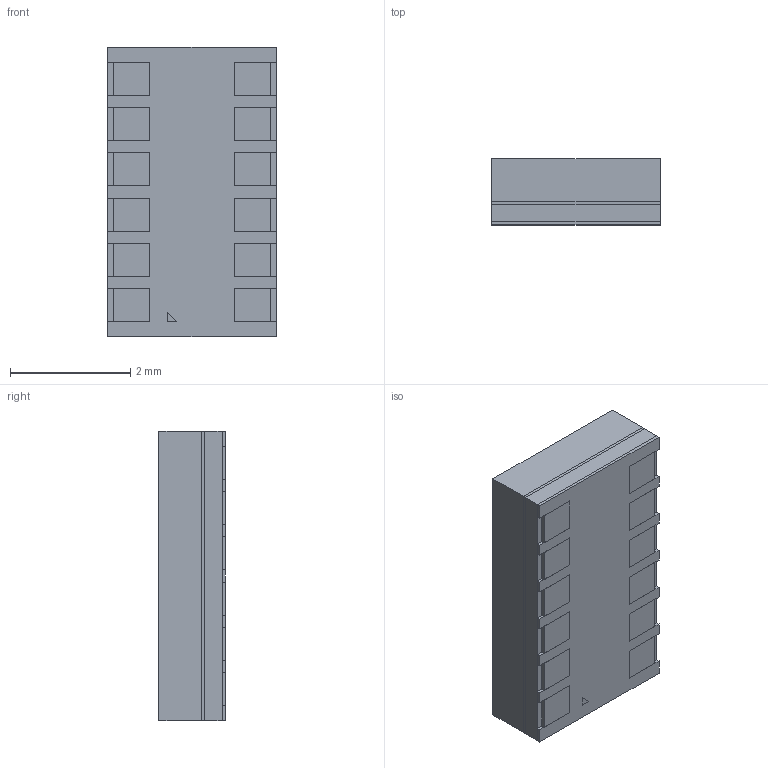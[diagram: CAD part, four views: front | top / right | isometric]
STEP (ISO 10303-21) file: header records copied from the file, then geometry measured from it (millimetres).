
FILE_DESCRIPTION (( 'STEP AP214' ), '1' );
FILE_NAME ('VL6180XV0NR_1.STEP', '2024-01-21T16:17:12', ( 'LENOVO' ), ( '' ), 'SwSTEP 2.0', 'SolidWorks 2021', '' );
FILE_SCHEMA (( 'AUTOMOTIVE_DESIGN' ));
Length unit declared in the file: millimetre
Products named in the file (1): VL6180XV0NR_1
Bounding box: 2.8 x 1.1 x 4.8 mm (x, y, z)
Volume: 14.7 mm3; surface area: 125.3 mm2
Topology: 17 solids, 17 shells, 161 faces, 372 edges, 248 vertices
Faces by surface type: plane 155, cone 6
Entity records: 4693 total; most frequent: CARTESIAN_POINT 782, ORIENTED_EDGE 744, DIRECTION 708, EDGE_CURVE 372, VECTOR 360, LINE 360, VERTEX_POINT 248, AXIS2_PLACEMENT_3D 174
